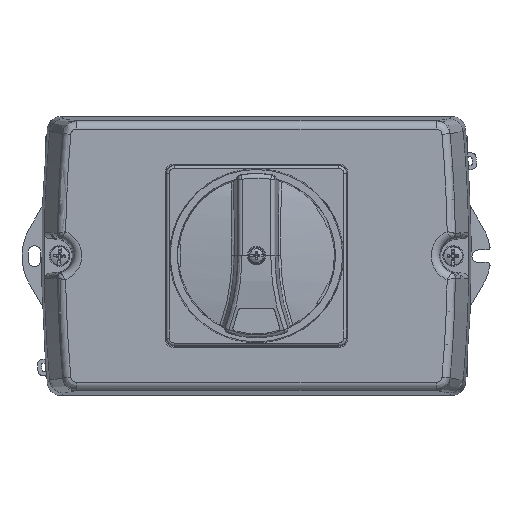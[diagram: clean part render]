
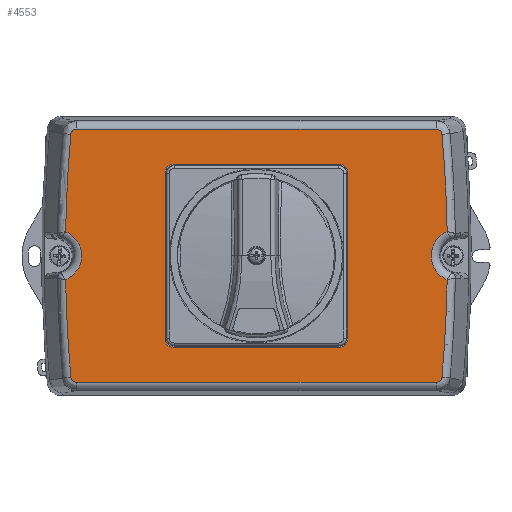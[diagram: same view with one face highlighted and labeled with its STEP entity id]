
A CAD part, top view. The second image highlights one B-rep face of the part: STEP entity #4553.
In plain terms, the highlighted planar face has unit normal (0, 0, 1).
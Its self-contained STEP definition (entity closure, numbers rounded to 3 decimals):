
#568=FACE_BOUND('',#6204,.T.);
#569=FACE_BOUND('',#6205,.T.);
#838=PLANE('',#16887);
#1300=LINE('',#22930,#2679);
#1301=LINE('',#22950,#2680);
#1302=LINE('',#22963,#2681);
#1303=LINE('',#22968,#2682);
#1304=LINE('',#22972,#2683);
#1305=LINE('',#22976,#2684);
#2679=VECTOR('',#18371,1.);
#2680=VECTOR('',#18378,1.);
#2681=VECTOR('',#18385,1.);
#2682=VECTOR('',#18388,1.);
#2683=VECTOR('',#18391,1.);
#2684=VECTOR('',#18394,1.);
#4034=B_SPLINE_CURVE_WITH_KNOTS('',3,(#22922,#22923,#22924,#22925,#22926,
#22927),.UNSPECIFIED.,.F.,.F.,(4,1,1,4),(0.,0.429,0.714,
1.),.UNSPECIFIED.);
#4035=B_SPLINE_CURVE_WITH_KNOTS('',3,(#22932,#22933,#22934,#22935,#22936),
 .UNSPECIFIED.,.F.,.F.,(4,1,4),(0.,0.429,1.),.UNSPECIFIED.);
#4036=B_SPLINE_CURVE_WITH_KNOTS('',3,(#22944,#22945,#22946,#22947,#22948),
 .UNSPECIFIED.,.F.,.F.,(4,1,4),(0.,0.571,1.),.UNSPECIFIED.);
#4037=B_SPLINE_CURVE_WITH_KNOTS('',3,(#22952,#22953,#22954,#22955,#22956),
 .UNSPECIFIED.,.F.,.F.,(4,1,4),(0.,0.429,1.),.UNSPECIFIED.);
#4553=ADVANCED_FACE('',(#568,#569),#838,.T.);
#6204=EDGE_LOOP('',(#7417,#7418,#7419,#7420,#7421,#7422,#7423,#7424,#7425,
#7426,#7427,#7428));
#6205=EDGE_LOOP('',(#7429,#7430,#7431,#7432,#7433,#7434,#7435,#7436));
#7417=ORIENTED_EDGE('',*,*,#13763,.F.);
#7418=ORIENTED_EDGE('',*,*,#13764,.F.);
#7419=ORIENTED_EDGE('',*,*,#13765,.F.);
#7420=ORIENTED_EDGE('',*,*,#13766,.F.);
#7421=ORIENTED_EDGE('',*,*,#13767,.F.);
#7422=ORIENTED_EDGE('',*,*,#13768,.F.);
#7423=ORIENTED_EDGE('',*,*,#13769,.F.);
#7424=ORIENTED_EDGE('',*,*,#13770,.F.);
#7425=ORIENTED_EDGE('',*,*,#13771,.F.);
#7426=ORIENTED_EDGE('',*,*,#13772,.F.);
#7427=ORIENTED_EDGE('',*,*,#13773,.F.);
#7428=ORIENTED_EDGE('',*,*,#13774,.F.);
#7429=ORIENTED_EDGE('',*,*,#13775,.T.);
#7430=ORIENTED_EDGE('',*,*,#13776,.F.);
#7431=ORIENTED_EDGE('',*,*,#13777,.T.);
#7432=ORIENTED_EDGE('',*,*,#13778,.F.);
#7433=ORIENTED_EDGE('',*,*,#13779,.T.);
#7434=ORIENTED_EDGE('',*,*,#13780,.F.);
#7435=ORIENTED_EDGE('',*,*,#13781,.T.);
#7436=ORIENTED_EDGE('',*,*,#13782,.F.);
#11966=VERTEX_POINT('',#22928);
#11967=VERTEX_POINT('',#22929);
#11968=VERTEX_POINT('',#22931);
#11969=VERTEX_POINT('',#22937);
#11970=VERTEX_POINT('',#22939);
#11971=VERTEX_POINT('',#22941);
#11972=VERTEX_POINT('',#22943);
#11973=VERTEX_POINT('',#22949);
#11974=VERTEX_POINT('',#22951);
#11975=VERTEX_POINT('',#22957);
#11976=VERTEX_POINT('',#22959);
#11977=VERTEX_POINT('',#22961);
#11978=VERTEX_POINT('',#22964);
#11979=VERTEX_POINT('',#22965);
#11980=VERTEX_POINT('',#22967);
#11981=VERTEX_POINT('',#22969);
#11982=VERTEX_POINT('',#22971);
#11983=VERTEX_POINT('',#22973);
#11984=VERTEX_POINT('',#22975);
#11985=VERTEX_POINT('',#22977);
#13763=EDGE_CURVE('',#11966,#11967,#4034,.T.);
#13764=EDGE_CURVE('',#11968,#11966,#1300,.T.);
#13765=EDGE_CURVE('',#11969,#11968,#4035,.T.);
#13766=EDGE_CURVE('',#11970,#11969,#16187,.T.);
#13767=EDGE_CURVE('',#11971,#11970,#16188,.T.);
#13768=EDGE_CURVE('',#11972,#11971,#16189,.T.);
#13769=EDGE_CURVE('',#11973,#11972,#4036,.T.);
#13770=EDGE_CURVE('',#11974,#11973,#1301,.T.);
#13771=EDGE_CURVE('',#11975,#11974,#4037,.T.);
#13772=EDGE_CURVE('',#11976,#11975,#16190,.T.);
#13773=EDGE_CURVE('',#11977,#11976,#16191,.T.);
#13774=EDGE_CURVE('',#11967,#11977,#16192,.T.);
#13775=EDGE_CURVE('',#11978,#11979,#1302,.T.);
#13776=EDGE_CURVE('',#11980,#11979,#16193,.T.);
#13777=EDGE_CURVE('',#11980,#11981,#1303,.T.);
#13778=EDGE_CURVE('',#11982,#11981,#16194,.T.);
#13779=EDGE_CURVE('',#11982,#11983,#1304,.T.);
#13780=EDGE_CURVE('',#11984,#11983,#16195,.T.);
#13781=EDGE_CURVE('',#11984,#11985,#1305,.T.);
#13782=EDGE_CURVE('',#11978,#11985,#16196,.T.);
#16187=CIRCLE('',#16877,491.44);
#16188=CIRCLE('',#16878,9.376);
#16189=CIRCLE('',#16879,491.44);
#16190=CIRCLE('',#16880,491.44);
#16191=CIRCLE('',#16881,9.376);
#16192=CIRCLE('',#16882,491.44);
#16193=CIRCLE('',#16883,3.);
#16194=CIRCLE('',#16884,3.);
#16195=CIRCLE('',#16885,3.);
#16196=CIRCLE('',#16886,3.);
#16877=AXIS2_PLACEMENT_3D('',#22938,#18372,#18373);
#16878=AXIS2_PLACEMENT_3D('',#22940,#18374,#18375);
#16879=AXIS2_PLACEMENT_3D('',#22942,#18376,#18377);
#16880=AXIS2_PLACEMENT_3D('',#22958,#18379,#18380);
#16881=AXIS2_PLACEMENT_3D('',#22960,#18381,#18382);
#16882=AXIS2_PLACEMENT_3D('',#22962,#18383,#18384);
#16883=AXIS2_PLACEMENT_3D('',#22966,#18386,#18387);
#16884=AXIS2_PLACEMENT_3D('',#22970,#18389,#18390);
#16885=AXIS2_PLACEMENT_3D('',#22974,#18392,#18393);
#16886=AXIS2_PLACEMENT_3D('',#22978,#18395,#18396);
#16887=AXIS2_PLACEMENT_3D('',#22979,#18397,#18398);
#18371=DIRECTION('',(-1.,0.,0.));
#18372=DIRECTION('',(0.,0.,-1.));
#18373=DIRECTION('',(0.999,-0.052,0.));
#18374=DIRECTION('',(0.,0.,1.));
#18375=DIRECTION('',(-1.,0.,0.));
#18376=DIRECTION('',(0.,0.,-1.));
#18377=DIRECTION('',(0.999,0.052,0.));
#18378=DIRECTION('',(1.,0.,0.));
#18379=DIRECTION('',(0.,0.,-1.));
#18380=DIRECTION('',(-0.999,0.052,0.));
#18381=DIRECTION('',(0.,0.,1.));
#18382=DIRECTION('',(1.,0.,0.));
#18383=DIRECTION('',(0.,0.,-1.));
#18384=DIRECTION('',(-0.999,-0.052,0.));
#18385=DIRECTION('',(0.,-1.,0.));
#18386=DIRECTION('',(0.,0.,1.));
#18387=DIRECTION('',(0.707,-0.707,0.));
#18388=DIRECTION('',(-1.,0.,0.));
#18389=DIRECTION('',(0.,0.,1.));
#18390=DIRECTION('',(-0.707,-0.707,0.));
#18391=DIRECTION('',(0.,1.,0.));
#18392=DIRECTION('',(0.,0.,1.));
#18393=DIRECTION('',(-0.707,0.707,0.));
#18394=DIRECTION('',(1.,0.,0.));
#18395=DIRECTION('',(0.,0.,1.));
#18396=DIRECTION('',(0.707,0.707,0.));
#18397=DIRECTION('',(0.,0.,1.));
#18398=DIRECTION('',(-1.,0.,0.));
#22922=CARTESIAN_POINT('',(-64.489,-45.322,51.));
#22923=CARTESIAN_POINT('',(-64.913,-45.322,51.));
#22924=CARTESIAN_POINT('',(-65.624,-45.097,51.));
#22925=CARTESIAN_POINT('',(-66.309,-44.345,51.));
#22926=CARTESIAN_POINT('',(-66.486,-43.79,51.));
#22927=CARTESIAN_POINT('',(-66.511,-43.508,51.));
#22928=CARTESIAN_POINT('',(-64.489,-45.322,51.));
#22929=CARTESIAN_POINT('',(-66.511,-43.508,51.));
#22930=CARTESIAN_POINT('',(37.247,-45.322,51.));
#22931=CARTESIAN_POINT('',(64.489,-45.322,51.));
#22932=CARTESIAN_POINT('',(66.511,-43.508,51.));
#22933=CARTESIAN_POINT('',(66.473,-43.93,51.));
#22934=CARTESIAN_POINT('',(66.049,-44.893,51.));
#22935=CARTESIAN_POINT('',(65.054,-45.322,51.));
#22936=CARTESIAN_POINT('',(64.489,-45.322,51.));
#22937=CARTESIAN_POINT('',(66.511,-43.508,51.));
#22938=CARTESIAN_POINT('',(-423.,0.,51.));
#22939=CARTESIAN_POINT('',(68.364,-8.642,51.));
#22940=CARTESIAN_POINT('',(72.,0.,51.));
#22941=CARTESIAN_POINT('',(68.364,8.642,51.));
#22942=CARTESIAN_POINT('',(-423.,0.,51.));
#22943=CARTESIAN_POINT('',(66.511,43.508,51.));
#22944=CARTESIAN_POINT('',(64.489,45.322,51.));
#22945=CARTESIAN_POINT('',(65.054,45.322,51.));
#22946=CARTESIAN_POINT('',(66.049,44.893,51.));
#22947=CARTESIAN_POINT('',(66.473,43.93,51.));
#22948=CARTESIAN_POINT('',(66.511,43.508,51.));
#22949=CARTESIAN_POINT('',(64.489,45.322,51.));
#22950=CARTESIAN_POINT('',(-37.247,45.322,51.));
#22951=CARTESIAN_POINT('',(-64.489,45.322,51.));
#22952=CARTESIAN_POINT('',(-66.511,43.508,51.));
#22953=CARTESIAN_POINT('',(-66.473,43.93,51.));
#22954=CARTESIAN_POINT('',(-66.047,44.894,51.));
#22955=CARTESIAN_POINT('',(-65.054,45.322,51.));
#22956=CARTESIAN_POINT('',(-64.489,45.322,51.));
#22957=CARTESIAN_POINT('',(-66.511,43.508,51.));
#22958=CARTESIAN_POINT('',(423.,0.,51.));
#22959=CARTESIAN_POINT('',(-68.364,8.642,51.));
#22960=CARTESIAN_POINT('',(-72.,0.,51.));
#22961=CARTESIAN_POINT('',(-68.364,-8.642,51.));
#22962=CARTESIAN_POINT('',(423.,0.,51.));
#22963=CARTESIAN_POINT('',(32.75,-16.375,51.));
#22964=CARTESIAN_POINT('',(32.75,29.75,51.));
#22965=CARTESIAN_POINT('',(32.75,-29.75,51.));
#22966=CARTESIAN_POINT('',(29.75,-29.75,51.));
#22967=CARTESIAN_POINT('',(29.75,-32.75,51.));
#22968=CARTESIAN_POINT('',(-16.375,-32.75,51.));
#22969=CARTESIAN_POINT('',(-29.75,-32.75,51.));
#22970=CARTESIAN_POINT('',(-29.75,-29.75,51.));
#22971=CARTESIAN_POINT('',(-32.75,-29.75,51.));
#22972=CARTESIAN_POINT('',(-32.75,16.375,51.));
#22973=CARTESIAN_POINT('',(-32.75,29.75,51.));
#22974=CARTESIAN_POINT('',(-29.75,29.75,51.));
#22975=CARTESIAN_POINT('',(-29.75,32.75,51.));
#22976=CARTESIAN_POINT('',(16.375,32.75,51.));
#22977=CARTESIAN_POINT('',(29.75,32.75,51.));
#22978=CARTESIAN_POINT('',(29.75,29.75,51.));
#22979=CARTESIAN_POINT('',(0.,0.,51.));
